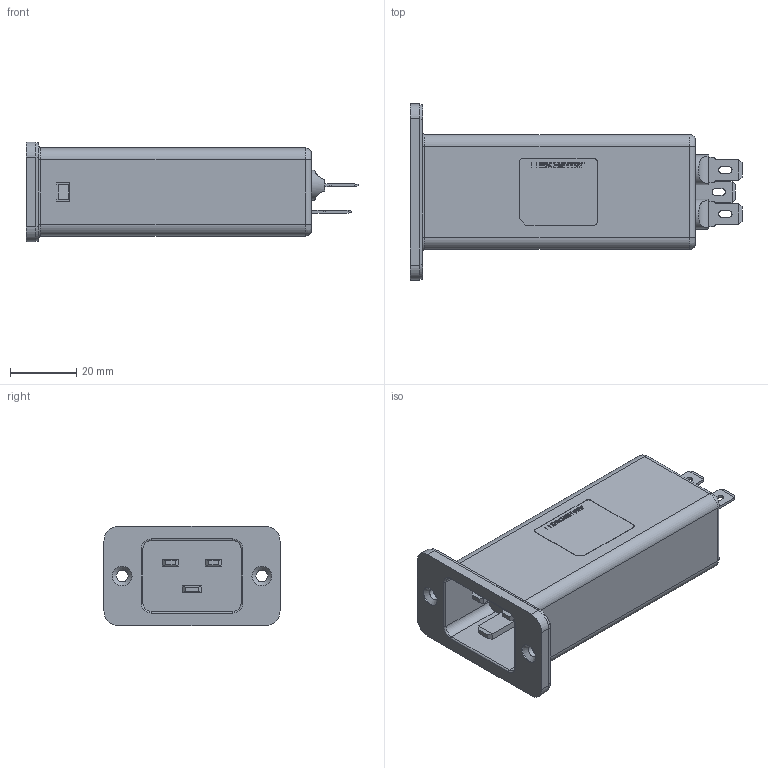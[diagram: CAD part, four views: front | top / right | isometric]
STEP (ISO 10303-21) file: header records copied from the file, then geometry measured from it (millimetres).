
FILE_DESCRIPTION(/* description */ ('naming raw material'),/* implementation_level */ '2;1');
FILE_NAME(/* name */ '193019_IPT_000.ipt.stp',/* time_stamp */ '2018-07-10T11:53:16+07:00',/* author */ ('Eakchai.Yodchai'),/* organization */ ('Schaffner Thailand Ltd.'),/* preprocessor_version */ 'ST-DEVELOPER v16.5',/* originating_system */ 'Autodesk Inventor 2017',/* authorisation */ '');
FILE_SCHEMA (('AUTOMOTIVE_DESIGN { 1 0 10303 214 3 1 1 }'));
Length unit declared in the file: millimetre
Products named in the file (1): 193019_IPT_000
Bounding box: 99.9 x 53 x 30 mm (x, y, z)
Volume: 22507.1 mm3; surface area: 49195.3 mm2
Topology: 1 solids, 1 shells, 993 faces, 2773 edges, 1774 vertices
Faces by surface type: plane 748, cylinder 174, bspline 53, torus 16, cone 2
Full cylindrical faces by diameter (mm): 3.5 x2, 4.5 x2, 5.9 x2, 9 x2, 9.5 x2
Entity records: 32955 total; most frequent: CARTESIAN_POINT 6390, ORIENTED_EDGE 5518, DIRECTION 4941, EDGE_CURVE 2757, LINE 2287, VECTOR 2287, VERTEX_POINT 1770, AXIS2_PLACEMENT_3D 1327
